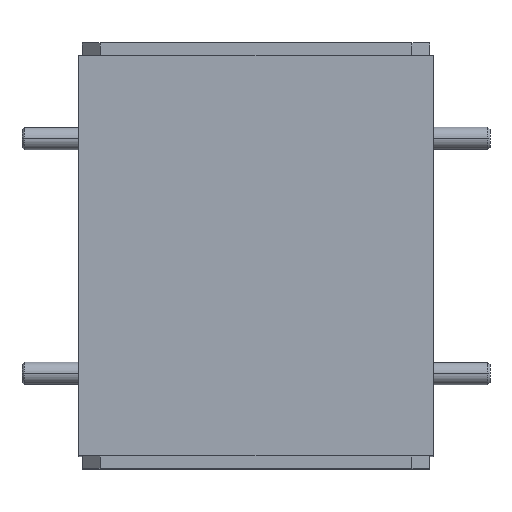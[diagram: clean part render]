
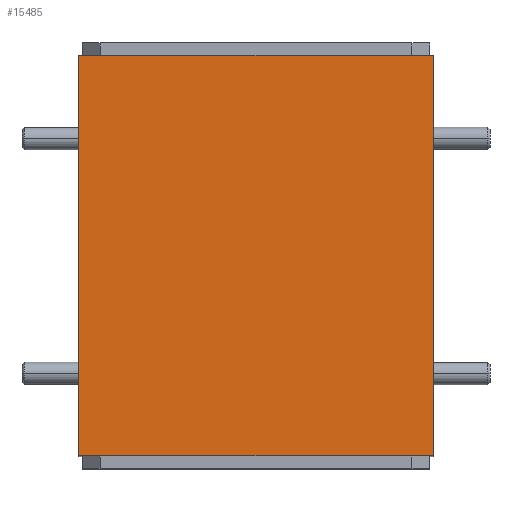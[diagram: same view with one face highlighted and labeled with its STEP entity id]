
A CAD part, top view. The second image highlights one B-rep face of the part: STEP entity #15485.
In plain terms, the highlighted planar face has unit normal (0, 0, 1).
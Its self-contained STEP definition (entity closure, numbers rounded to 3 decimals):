
#363 = DIRECTION ( 'NONE',  ( -1., 0., 0. ) ) ;
#466 = PLANE ( 'NONE',  #11468 ) ;
#1150 = DIRECTION ( 'NONE',  ( 1., 0., 0. ) ) ;
#1475 = ORIENTED_EDGE ( 'NONE', *, *, #1479, .T. ) ;
#1479 = EDGE_CURVE ( 'NONE', #5694, #15205, #14493, .T. ) ;
#2686 = EDGE_CURVE ( 'NONE', #5694, #12792, #4368, .T. ) ;
#3101 = VECTOR ( 'NONE', #1150, 1000. ) ;
#3888 = LINE ( 'NONE', #14511, #13419 ) ;
#4368 = LINE ( 'NONE', #8560, #9588 ) ;
#4762 = CARTESIAN_POINT ( 'NONE',  ( -12.7, 14.351, 14.795 ) ) ;
#4953 = CARTESIAN_POINT ( 'NONE',  ( 12.7, 14.351, 14.795 ) ) ;
#4980 = ORIENTED_EDGE ( 'NONE', *, *, #2686, .F. ) ;
#5305 = DIRECTION ( 'NONE',  ( 0., 0., -1. ) ) ;
#5367 = VERTEX_POINT ( 'NONE', #6475 ) ;
#5694 = VERTEX_POINT ( 'NONE', #9730 ) ;
#6475 = CARTESIAN_POINT ( 'NONE',  ( 12.7, -14.351, 14.795 ) ) ;
#8361 = DIRECTION ( 'NONE',  ( 0., -1., 0. ) ) ;
#8560 = CARTESIAN_POINT ( 'NONE',  ( -12.7, 14.351, 14.795 ) ) ;
#9036 = CARTESIAN_POINT ( 'NONE',  ( -12.7, 14.351, 14.795 ) ) ;
#9588 = VECTOR ( 'NONE', #13428, 1000. ) ;
#9629 = FACE_OUTER_BOUND ( 'NONE', #11001, .T. ) ;
#9730 = CARTESIAN_POINT ( 'NONE',  ( -12.7, 14.351, 14.795 ) ) ;
#9781 = DIRECTION ( 'NONE',  ( 0., -1., 0. ) ) ;
#9898 = EDGE_CURVE ( 'NONE', #15205, #5367, #16068, .T. ) ;
#10914 = CARTESIAN_POINT ( 'NONE',  ( -12.7, -14.351, 14.795 ) ) ;
#11001 = EDGE_LOOP ( 'NONE', ( #14689, #11922, #4980, #1475 ) ) ;
#11468 = AXIS2_PLACEMENT_3D ( 'NONE', #9036, #5305, #363 ) ;
#11549 = EDGE_CURVE ( 'NONE', #12792, #5367, #3888, .T. ) ;
#11922 = ORIENTED_EDGE ( 'NONE', *, *, #11549, .F. ) ;
#12792 = VERTEX_POINT ( 'NONE', #4953 ) ;
#13419 = VECTOR ( 'NONE', #8361, 1000. ) ;
#13428 = DIRECTION ( 'NONE',  ( 1., 0., 0. ) ) ;
#14493 = LINE ( 'NONE', #4762, #15257 ) ;
#14511 = CARTESIAN_POINT ( 'NONE',  ( 12.7, 14.351, 14.795 ) ) ;
#14517 = CARTESIAN_POINT ( 'NONE',  ( -12.7, -14.351, 14.795 ) ) ;
#14689 = ORIENTED_EDGE ( 'NONE', *, *, #9898, .T. ) ;
#15205 = VERTEX_POINT ( 'NONE', #10914 ) ;
#15257 = VECTOR ( 'NONE', #9781, 1000. ) ;
#15485 = ADVANCED_FACE ( 'NONE', ( #9629 ), #466, .F. ) ;
#16068 = LINE ( 'NONE', #14517, #3101 ) ;
